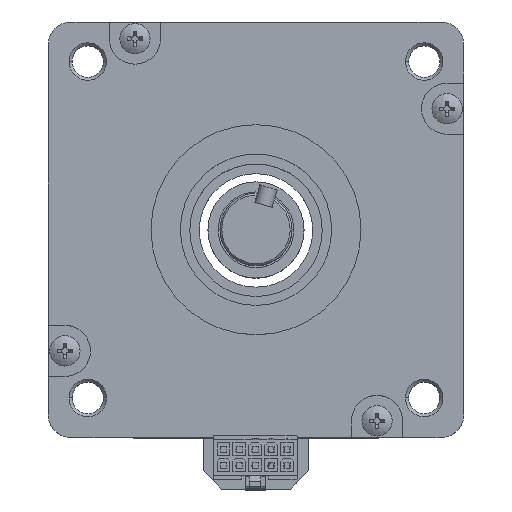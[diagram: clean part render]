
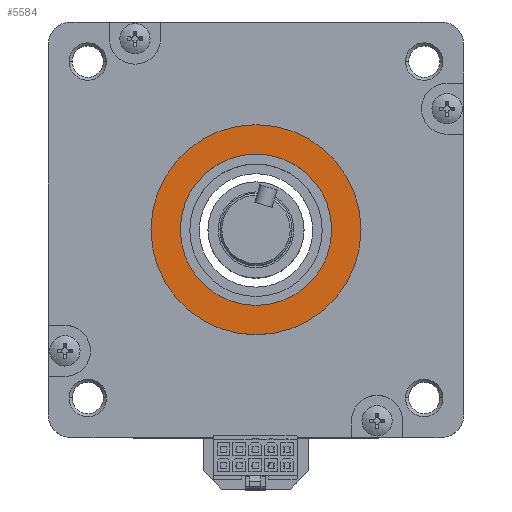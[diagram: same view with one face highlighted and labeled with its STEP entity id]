
A CAD part, top view. The second image highlights one B-rep face of the part: STEP entity #5584.
In plain terms, the highlighted planar face has unit normal (0, 0, 1).
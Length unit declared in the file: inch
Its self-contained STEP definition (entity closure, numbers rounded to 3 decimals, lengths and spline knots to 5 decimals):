
#557 = DIRECTION ( 'NONE',  ( 1., 0., 0. ) ) ;
#970 = VERTEX_POINT ( 'NONE', #5801 ) ;
#1410 = CIRCLE ( 'NONE', #13546, 0.7874 ) ;
#1426 = DIRECTION ( 'NONE',  ( 0., 0., -1. ) ) ;
#1754 = CIRCLE ( 'NONE', #20807, 1.09291 ) ;
#1840 = ORIENTED_EDGE ( 'NONE', *, *, #10574, .F. ) ;
#2135 = FACE_BOUND ( 'NONE', #10420, .T. ) ;
#2390 = EDGE_CURVE ( 'NONE', #14734, #21240, #2645, .T. ) ;
#2645 = CIRCLE ( 'NONE', #22154, 1.09291 ) ;
#4084 = EDGE_CURVE ( 'NONE', #970, #23622, #24840, .T. ) ;
#4532 = CARTESIAN_POINT ( 'NONE',  ( -1.09291, 0., 0.06299 ) ) ;
#4542 = ORIENTED_EDGE ( 'NONE', *, *, #4084, .T. ) ;
#5584 = ADVANCED_FACE ( 'NONE', ( #21979, #2135 ), #15782, .T. ) ;
#5801 = CARTESIAN_POINT ( 'NONE',  ( -0.7874, 0., 0.06299 ) ) ;
#5831 = EDGE_LOOP ( 'NONE', ( #10908, #1840 ) ) ;
#6584 = CARTESIAN_POINT ( 'NONE',  ( 0.7874, 0., 0.06299 ) ) ;
#7776 = DIRECTION ( 'NONE',  ( 0., 0., -1. ) ) ;
#7902 = AXIS2_PLACEMENT_3D ( 'NONE', #14167, #18258, #557 ) ;
#7932 = DIRECTION ( 'NONE',  ( 0., 0., 1. ) ) ;
#9753 = DIRECTION ( 'NONE',  ( -1., 0., 0. ) ) ;
#10420 = EDGE_LOOP ( 'NONE', ( #19455, #4542 ) ) ;
#10574 = EDGE_CURVE ( 'NONE', #21240, #14734, #1754, .T. ) ;
#10908 = ORIENTED_EDGE ( 'NONE', *, *, #2390, .F. ) ;
#11255 = CARTESIAN_POINT ( 'NONE',  ( 0., 0., 0.06299 ) ) ;
#12512 = AXIS2_PLACEMENT_3D ( 'NONE', #17780, #7932, #15865 ) ;
#13546 = AXIS2_PLACEMENT_3D ( 'NONE', #13804, #25668, #23830 ) ;
#13804 = CARTESIAN_POINT ( 'NONE',  ( 0., 0., 0.06299 ) ) ;
#14167 = CARTESIAN_POINT ( 'NONE',  ( 0., 0., 0.06299 ) ) ;
#14734 = VERTEX_POINT ( 'NONE', #4532 ) ;
#15238 = DIRECTION ( 'NONE',  ( -1., 0., 0. ) ) ;
#15782 = PLANE ( 'NONE',  #12512 ) ;
#15865 = DIRECTION ( 'NONE',  ( 1., 0., 0. ) ) ;
#17780 = CARTESIAN_POINT ( 'NONE',  ( 0., 0., 0.06299 ) ) ;
#18258 = DIRECTION ( 'NONE',  ( 0., 0., -1. ) ) ;
#19455 = ORIENTED_EDGE ( 'NONE', *, *, #19790, .T. ) ;
#19790 = EDGE_CURVE ( 'NONE', #23622, #970, #1410, .T. ) ;
#19853 = CARTESIAN_POINT ( 'NONE',  ( 1.09291, 0., 0.06299 ) ) ;
#20807 = AXIS2_PLACEMENT_3D ( 'NONE', #11255, #1426, #15238 ) ;
#21240 = VERTEX_POINT ( 'NONE', #19853 ) ;
#21979 = FACE_OUTER_BOUND ( 'NONE', #5831, .T. ) ;
#22154 = AXIS2_PLACEMENT_3D ( 'NONE', #23664, #7776, #9753 ) ;
#23622 = VERTEX_POINT ( 'NONE', #6584 ) ;
#23664 = CARTESIAN_POINT ( 'NONE',  ( 0., 0., 0.06299 ) ) ;
#23830 = DIRECTION ( 'NONE',  ( 1., 0., 0. ) ) ;
#24840 = CIRCLE ( 'NONE', #7902, 0.7874 ) ;
#25668 = DIRECTION ( 'NONE',  ( 0., 0., -1. ) ) ;
